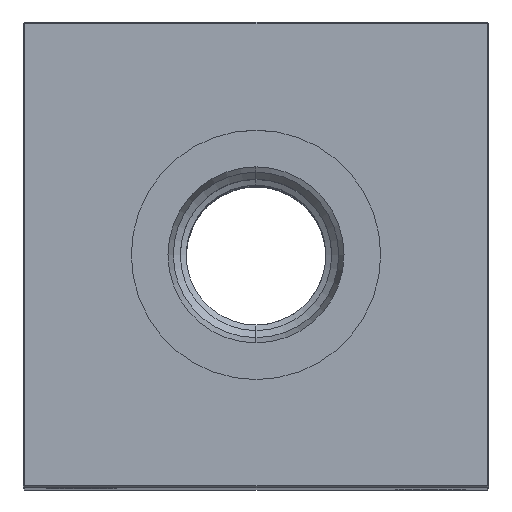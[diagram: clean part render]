
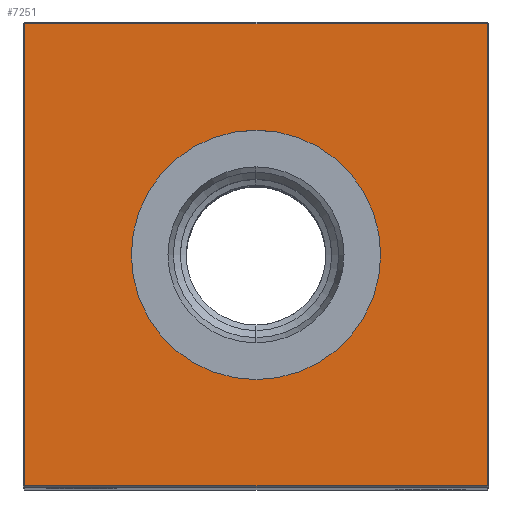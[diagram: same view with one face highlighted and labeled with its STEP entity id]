
A CAD part, top view. The second image highlights one B-rep face of the part: STEP entity #7251.
In plain terms, the highlighted planar face has unit normal (0, 0, 1).
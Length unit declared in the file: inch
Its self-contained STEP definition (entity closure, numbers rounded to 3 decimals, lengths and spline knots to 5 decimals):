
#35 = ORIENTED_EDGE ( 'NONE', *, *, #20041, .T. ) ;
#36 = DIRECTION ( 'NONE',  ( -1., 0., 0. ) ) ;
#941 = EDGE_CURVE ( 'NONE', #27773, #22485, #18330, .T. ) ;
#1080 = ORIENTED_EDGE ( 'NONE', *, *, #22154, .T. ) ;
#1522 = ORIENTED_EDGE ( 'NONE', *, *, #18987, .T. ) ;
#3139 = CARTESIAN_POINT ( 'NONE',  ( 0., -0.66929, 7. ) ) ;
#3203 = CARTESIAN_POINT ( 'NONE',  ( 0., -1.24, 7. ) ) ;
#3267 = ORIENTED_EDGE ( 'NONE', *, *, #21218, .T. ) ;
#4190 = VECTOR ( 'NONE', #17186, 39.37008 ) ;
#4472 = CARTESIAN_POINT ( 'NONE',  ( 0., 0., 7. ) ) ;
#4497 = EDGE_LOOP ( 'NONE', ( #5451, #3267 ) ) ;
#5451 = ORIENTED_EDGE ( 'NONE', *, *, #22783, .T. ) ;
#7251 = ADVANCED_FACE ( 'NONE', ( #21759, #21330 ), #19624, .F. ) ;
#7776 = CIRCLE ( 'NONE', #21197, 0.66929 ) ;
#8359 = LINE ( 'NONE', #8496, #13599 ) ;
#8496 = CARTESIAN_POINT ( 'NONE',  ( 1.24, 0., 7. ) ) ;
#8656 = LINE ( 'NONE', #14814, #4190 ) ;
#10820 = CIRCLE ( 'NONE', #21135, 0.66929 ) ;
#11234 = DIRECTION ( 'NONE',  ( 0., 0., -1. ) ) ;
#11559 = CARTESIAN_POINT ( 'NONE',  ( 0., 0.66929, 7. ) ) ;
#11601 = VECTOR ( 'NONE', #13868, 39.37008 ) ;
#12208 = LINE ( 'NONE', #3203, #22974 ) ;
#13599 = VECTOR ( 'NONE', #14799, 39.37008 ) ;
#13868 = DIRECTION ( 'NONE',  ( -1., 0., 0. ) ) ;
#13979 = EDGE_LOOP ( 'NONE', ( #35, #1080, #1522, #26724 ) ) ;
#14799 = DIRECTION ( 'NONE',  ( 0., 1., 0. ) ) ;
#14814 = CARTESIAN_POINT ( 'NONE',  ( -1.24, 0., 7. ) ) ;
#14959 = DIRECTION ( 'NONE',  ( 0., 0., -1. ) ) ;
#14997 = VERTEX_POINT ( 'NONE', #11559 ) ;
#15946 = VERTEX_POINT ( 'NONE', #3139 ) ;
#16868 = CARTESIAN_POINT ( 'NONE',  ( 1.24, -1.24, 7. ) ) ;
#17186 = DIRECTION ( 'NONE',  ( 0., -1., 0. ) ) ;
#18324 = CARTESIAN_POINT ( 'NONE',  ( -1.24, 1.24, 7. ) ) ;
#18330 = LINE ( 'NONE', #22719, #11601 ) ;
#18940 = AXIS2_PLACEMENT_3D ( 'NONE', #4472, #11234, #19775 ) ;
#18987 = EDGE_CURVE ( 'NONE', #25304, #27773, #8359, .T. ) ;
#19149 = DIRECTION ( 'NONE',  ( 0., 0., -1. ) ) ;
#19304 = CARTESIAN_POINT ( 'NONE',  ( 0., 0., 7. ) ) ;
#19448 = DIRECTION ( 'NONE',  ( -1., 0., 0. ) ) ;
#19624 = PLANE ( 'NONE',  #18940 ) ;
#19775 = DIRECTION ( 'NONE',  ( -1., 0., 0. ) ) ;
#20041 = EDGE_CURVE ( 'NONE', #22485, #26095, #8656, .T. ) ;
#20769 = DIRECTION ( 'NONE',  ( 1., 0., 0. ) ) ;
#21135 = AXIS2_PLACEMENT_3D ( 'NONE', #19304, #14959, #19448 ) ;
#21197 = AXIS2_PLACEMENT_3D ( 'NONE', #21550, #19149, #36 ) ;
#21218 = EDGE_CURVE ( 'NONE', #15946, #14997, #10820, .T. ) ;
#21330 = FACE_BOUND ( 'NONE', #4497, .T. ) ;
#21550 = CARTESIAN_POINT ( 'NONE',  ( 0., 0., 7. ) ) ;
#21759 = FACE_OUTER_BOUND ( 'NONE', #13979, .T. ) ;
#22154 = EDGE_CURVE ( 'NONE', #26095, #25304, #12208, .T. ) ;
#22485 = VERTEX_POINT ( 'NONE', #18324 ) ;
#22719 = CARTESIAN_POINT ( 'NONE',  ( 0., 1.24, 7. ) ) ;
#22783 = EDGE_CURVE ( 'NONE', #14997, #15946, #7776, .T. ) ;
#22974 = VECTOR ( 'NONE', #20769, 39.37008 ) ;
#24048 = CARTESIAN_POINT ( 'NONE',  ( 1.24, 1.24, 7. ) ) ;
#25304 = VERTEX_POINT ( 'NONE', #16868 ) ;
#25484 = CARTESIAN_POINT ( 'NONE',  ( -1.24, -1.24, 7. ) ) ;
#26095 = VERTEX_POINT ( 'NONE', #25484 ) ;
#26724 = ORIENTED_EDGE ( 'NONE', *, *, #941, .T. ) ;
#27773 = VERTEX_POINT ( 'NONE', #24048 ) ;
